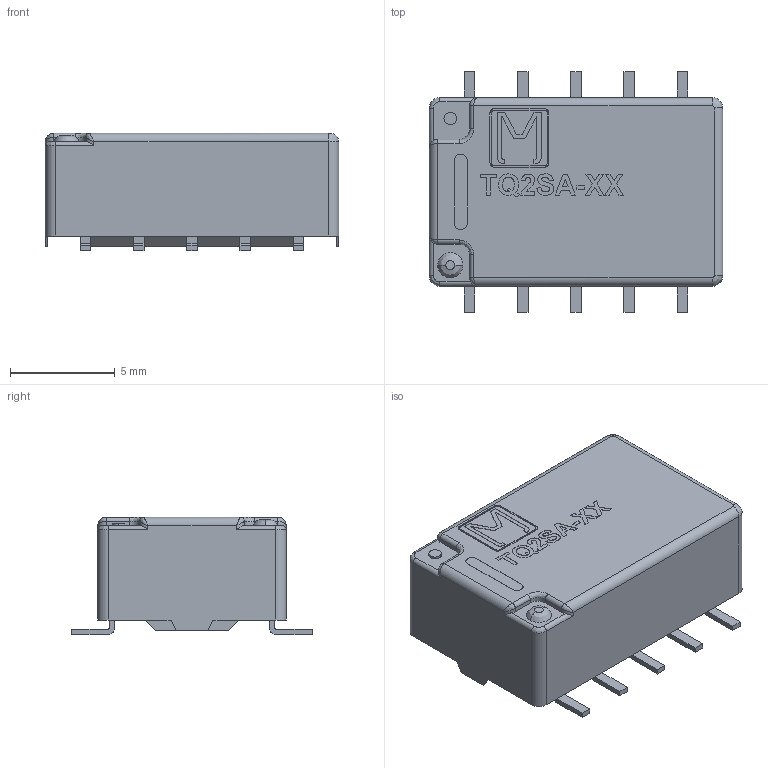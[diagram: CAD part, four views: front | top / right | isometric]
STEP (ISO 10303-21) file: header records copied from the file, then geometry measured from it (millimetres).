
FILE_DESCRIPTION (( 'STEP AP214' ), '1' );
FILE_NAME ('8870BF0A-F1E1-4DD8-834E-42E045C86B13.STEP', '2024-10-17T07:07:38', ( '' ), ( '' ), 'SwSTEP 2.0', 'SolidWorks 2022', '' );
FILE_SCHEMA (( 'AUTOMOTIVE_DESIGN' ));
Length unit declared in the file: millimetre
Products named in the file (1): 8870BF0A-F1E1-4DD8-834E-42E045C86B13
Bounding box: 14 x 11.5 x 5.6 mm (x, y, z)
Volume: 620.6 mm3; surface area: 527 mm2
Topology: 1 solids, 1 shells, 322 faces, 851 edges, 554 vertices
Faces by surface type: plane 200, cylinder 66, bspline 56
Entity records: 15024 total; most frequent: CARTESIAN_POINT 4583, ORIENTED_EDGE 1694, DIRECTION 1393, EDGE_CURVE 847, VECTOR 619, LINE 619, VERTEX_POINT 554, AXIS2_PLACEMENT_3D 387
